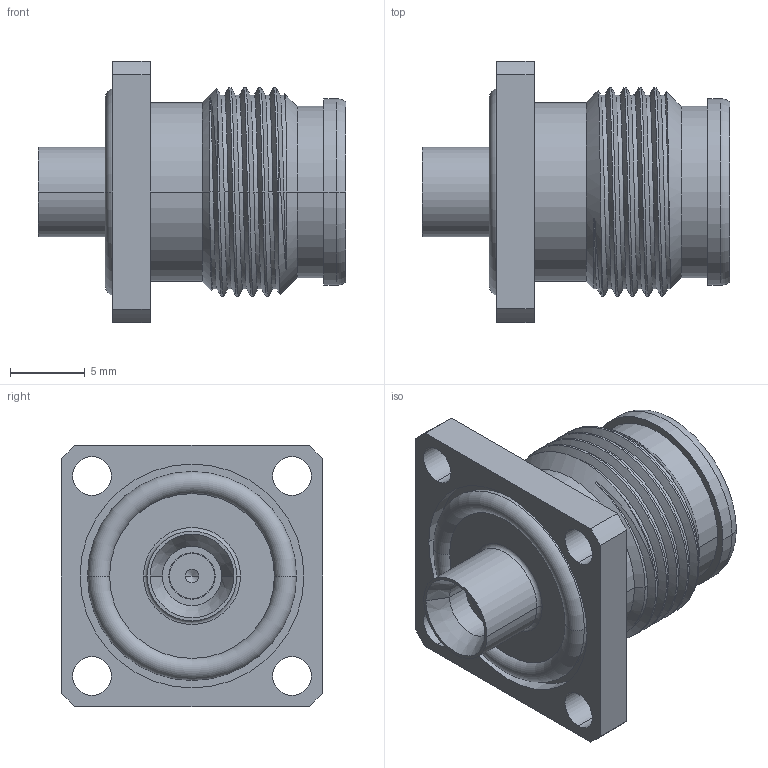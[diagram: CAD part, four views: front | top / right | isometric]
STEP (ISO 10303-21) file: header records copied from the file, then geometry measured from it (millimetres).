
FILE_DESCRIPTION (( 'STEP AP203' ), '1' );
FILE_NAME ('FMCN1938_3D.STEP', '2022-09-02T05:50:51', ( '' ), ( '' ), 'SwSTEP 2.0', 'SolidWorks 2021', '' );
FILE_SCHEMA (( 'CONFIG_CONTROL_DESIGN' ));
Length unit declared in the file: millimetre
Products named in the file (1): FMCN1938_3D
Bounding box: 20.58 x 17.5 x 17.5 mm (x, y, z)
Volume: 1635.2 mm3; surface area: 2706.8 mm2
Topology: 2 solids, 3 shells, 223 faces, 565 edges, 361 vertices
Faces by surface type: cylinder 88, plane 66, cone 45, torus 22, bspline 2
Entity records: 8415 total; most frequent: CARTESIAN_POINT 2998, ORIENTED_EDGE 1122, DIRECTION 1117, EDGE_CURVE 561, AXIS2_PLACEMENT_3D 457, VERTEX_POINT 361, EDGE_LOOP 252, CIRCLE 235
